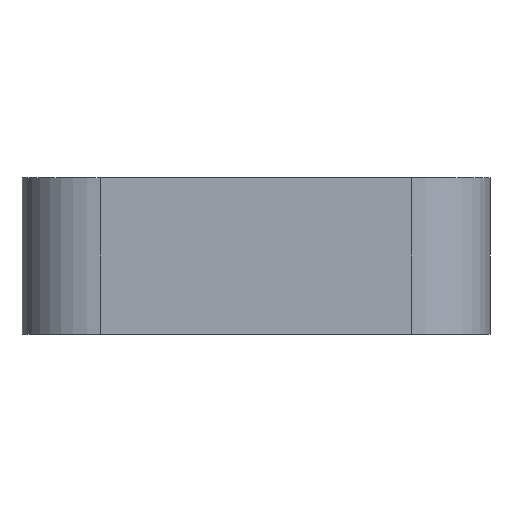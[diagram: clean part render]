
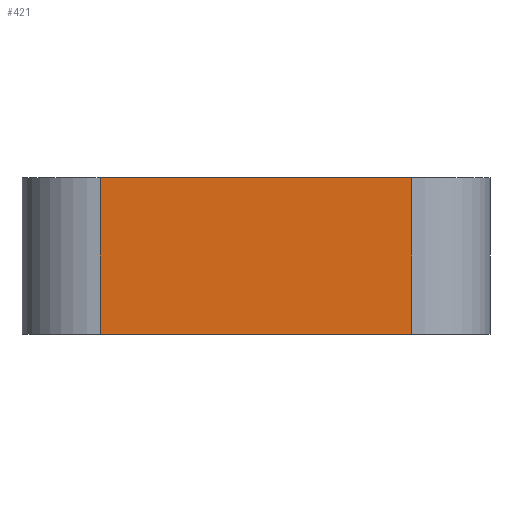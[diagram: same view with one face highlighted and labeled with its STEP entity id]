
A CAD part, front view. The second image highlights one B-rep face of the part: STEP entity #421.
In plain terms, the highlighted planar face has unit normal (0, -1, 0).
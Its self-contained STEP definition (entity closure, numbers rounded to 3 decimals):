
#16 = CARTESIAN_POINT ( 'NONE',  ( -15.55, -1.1, 10.6 ) ) ;
#124 = FACE_OUTER_BOUND ( 'NONE', #865, .T. ) ;
#180 = DIRECTION ( 'NONE',  ( 0., 0., 1. ) ) ;
#212 = DIRECTION ( 'NONE',  ( 0., 0., 1. ) ) ;
#272 = LINE ( 'NONE', #16, #2505 ) ;
#421 = ADVANCED_FACE ( 'NONE', ( #124 ), #582, .T. ) ;
#582 = PLANE ( 'NONE',  #1863 ) ;
#685 = ORIENTED_EDGE ( 'NONE', *, *, #1580, .F. ) ;
#719 = LINE ( 'NONE', #2495, #2880 ) ;
#801 = DIRECTION ( 'NONE',  ( 1., 0., 0. ) ) ;
#865 = EDGE_LOOP ( 'NONE', ( #2647, #685, #2867, #1674 ) ) ;
#924 = CARTESIAN_POINT ( 'NONE',  ( -15.55, -1.1, 10.6 ) ) ;
#1111 = CARTESIAN_POINT ( 'NONE',  ( -15.55, -1.1, -5. ) ) ;
#1242 = VERTEX_POINT ( 'NONE', #3328 ) ;
#1372 = DIRECTION ( 'NONE',  ( 1., 0., 0. ) ) ;
#1481 = VERTEX_POINT ( 'NONE', #924 ) ;
#1580 = EDGE_CURVE ( 'NONE', #2090, #1481, #1988, .T. ) ;
#1674 = ORIENTED_EDGE ( 'NONE', *, *, #1942, .T. ) ;
#1800 = EDGE_CURVE ( 'NONE', #1481, #3179, #272, .T. ) ;
#1863 = AXIS2_PLACEMENT_3D ( 'NONE', #1111, #2170, #3219 ) ;
#1886 = LINE ( 'NONE', #2889, #3050 ) ;
#1942 = EDGE_CURVE ( 'NONE', #1242, #3179, #719, .T. ) ;
#1988 = LINE ( 'NONE', #2787, #2179 ) ;
#2027 = CARTESIAN_POINT ( 'NONE',  ( 15.55, -1.1, 10.6 ) ) ;
#2090 = VERTEX_POINT ( 'NONE', #2859 ) ;
#2170 = DIRECTION ( 'NONE',  ( 0., -1., 0. ) ) ;
#2179 = VECTOR ( 'NONE', #212, 1000. ) ;
#2249 = EDGE_CURVE ( 'NONE', #2090, #1242, #1886, .T. ) ;
#2495 = CARTESIAN_POINT ( 'NONE',  ( 15.55, -1.1, -5. ) ) ;
#2505 = VECTOR ( 'NONE', #801, 1000. ) ;
#2647 = ORIENTED_EDGE ( 'NONE', *, *, #1800, .F. ) ;
#2787 = CARTESIAN_POINT ( 'NONE',  ( -15.55, -1.1, -5. ) ) ;
#2859 = CARTESIAN_POINT ( 'NONE',  ( -15.55, -1.1, -5. ) ) ;
#2867 = ORIENTED_EDGE ( 'NONE', *, *, #2249, .T. ) ;
#2880 = VECTOR ( 'NONE', #180, 1000. ) ;
#2889 = CARTESIAN_POINT ( 'NONE',  ( -15.55, -1.1, -5. ) ) ;
#3050 = VECTOR ( 'NONE', #1372, 1000. ) ;
#3179 = VERTEX_POINT ( 'NONE', #2027 ) ;
#3219 = DIRECTION ( 'NONE',  ( 1., 0., 0. ) ) ;
#3328 = CARTESIAN_POINT ( 'NONE',  ( 15.55, -1.1, -5. ) ) ;
